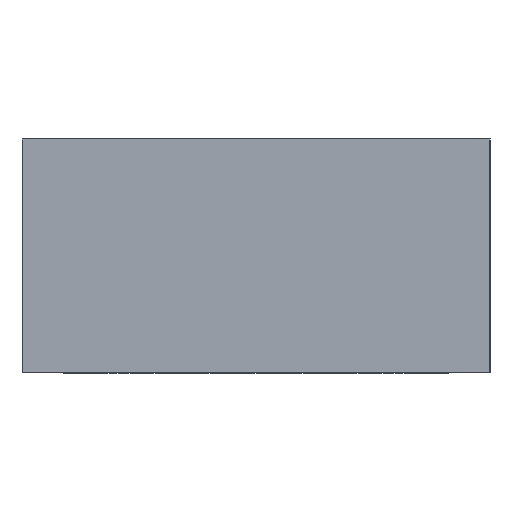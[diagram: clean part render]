
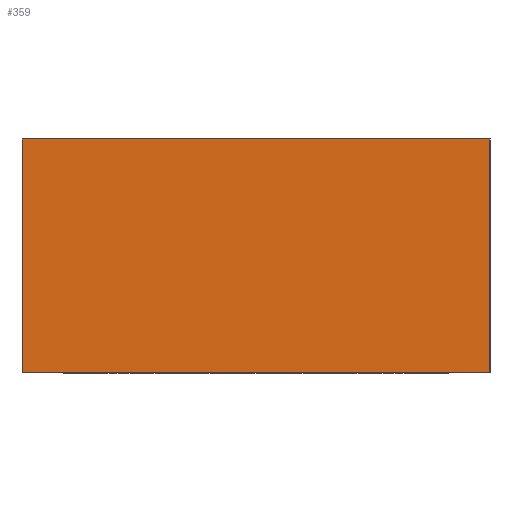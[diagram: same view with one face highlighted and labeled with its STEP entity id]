
A CAD part, left-side view. The second image highlights one B-rep face of the part: STEP entity #359.
In plain terms, the highlighted planar face has unit normal (-1, 0, 0).
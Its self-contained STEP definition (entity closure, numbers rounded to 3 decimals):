
#42=PLANE('',#412);
#59=FACE_OUTER_BOUND('',#98,.T.);
#98=EDGE_LOOP('',(#328,#329,#330,#331));
#116=LINE('',#597,#139);
#117=LINE('',#600,#140);
#119=LINE('',#604,#142);
#121=LINE('',#607,#144);
#139=VECTOR('',#502,10.);
#140=VECTOR('',#505,10.);
#142=VECTOR('',#509,10.);
#144=VECTOR('',#513,10.);
#193=VERTEX_POINT('',#593);
#194=VERTEX_POINT('',#595);
#195=VERTEX_POINT('',#599);
#196=VERTEX_POINT('',#603);
#236=EDGE_CURVE('',#193,#194,#116,.T.);
#237=EDGE_CURVE('',#194,#195,#117,.T.);
#239=EDGE_CURVE('',#195,#196,#119,.T.);
#241=EDGE_CURVE('',#196,#193,#121,.T.);
#328=ORIENTED_EDGE('',*,*,#241,.T.);
#329=ORIENTED_EDGE('',*,*,#236,.T.);
#330=ORIENTED_EDGE('',*,*,#237,.T.);
#331=ORIENTED_EDGE('',*,*,#239,.T.);
#359=ADVANCED_FACE('',(#59),#42,.F.);
#412=AXIS2_PLACEMENT_3D('',#608,#514,#515);
#502=DIRECTION('',(0.,1.,0.));
#505=DIRECTION('',(0.,0.,-1.));
#509=DIRECTION('',(0.,-1.,0.));
#513=DIRECTION('',(0.,0.,1.));
#514=DIRECTION('center_axis',(1.,0.,0.));
#515=DIRECTION('ref_axis',(0.,0.,-1.));
#593=CARTESIAN_POINT('',(-44.,-4.,4.));
#595=CARTESIAN_POINT('',(-44.,4.,4.));
#597=CARTESIAN_POINT('',(-44.,0.,4.));
#599=CARTESIAN_POINT('',(-44.,4.,0.));
#600=CARTESIAN_POINT('',(-44.,4.,2.));
#603=CARTESIAN_POINT('',(-44.,-4.,0.));
#604=CARTESIAN_POINT('',(-44.,0.,0.));
#607=CARTESIAN_POINT('',(-44.,-4.,2.));
#608=CARTESIAN_POINT('Origin',(-44.,0.,2.));
